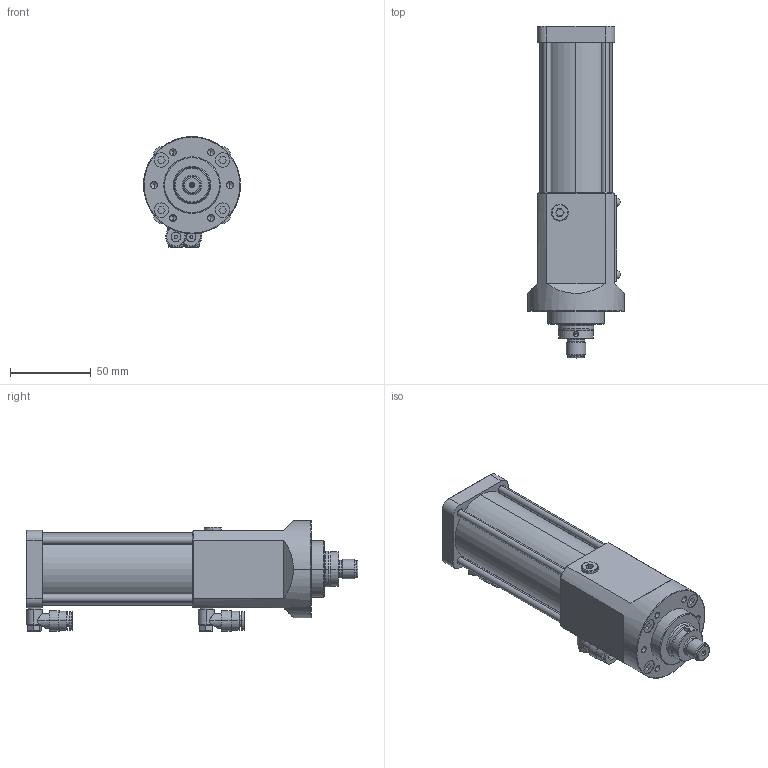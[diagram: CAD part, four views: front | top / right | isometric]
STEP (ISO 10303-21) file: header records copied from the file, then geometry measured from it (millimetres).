
FILE_DESCRIPTION (( 'STEP AP203' ), '1' );
FILE_NAME ('KC 1.STEP', '2017-12-14T09:52:33', ( 'Meuleman' ), ( '' ), 'SwSTEP 2.0', 'SolidWorks 2016', '' );
FILE_SCHEMA (( 'CONFIG_CONTROL_DESIGN' ));
Length unit declared in the file: millimetre
Products named in the file (1): KC 1
Bounding box: 60 x 205.5 x 68.5 mm (x, y, z)
Volume: 367196.9 mm3; surface area: 48977.7 mm2
Topology: 4 solids, 6 shells, 369 faces, 812 edges, 489 vertices
Faces by surface type: plane 177, cylinder 128, cone 52, torus 12
Entity records: 10283 total; most frequent: CARTESIAN_POINT 1989, DIRECTION 1824, ORIENTED_EDGE 1580, EDGE_CURVE 790, AXIS2_PLACEMENT_3D 692, VERTEX_POINT 489, LINE 440, VECTOR 440
